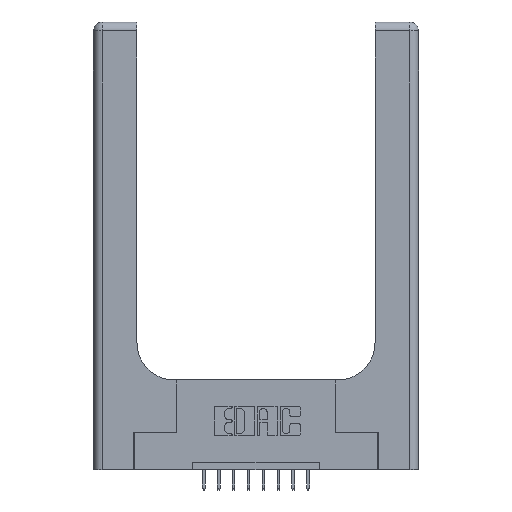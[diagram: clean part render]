
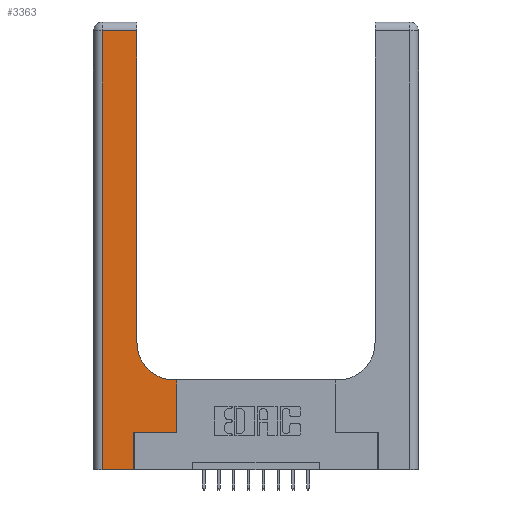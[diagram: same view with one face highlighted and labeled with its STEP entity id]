
A CAD part, top view. The second image highlights one B-rep face of the part: STEP entity #3363.
In plain terms, the highlighted planar face has unit normal (0, 0, 1).
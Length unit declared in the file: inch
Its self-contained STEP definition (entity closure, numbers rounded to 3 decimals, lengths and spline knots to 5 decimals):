
#229 = CARTESIAN_POINT ( 'NONE',  ( 0.5415, 0.6, 0.37 ) ) ;
#305 = EDGE_CURVE ( 'NONE', #8190, #13496, #9381, .T. ) ;
#397 = CARTESIAN_POINT ( 'NONE',  ( 0.2915, 3., 0.37 ) ) ;
#476 = EDGE_CURVE ( 'NONE', #13496, #513, #7383, .T. ) ;
#513 = VERTEX_POINT ( 'NONE', #229 ) ;
#1104 = EDGE_CURVE ( 'NONE', #3192, #7002, #15485, .T. ) ;
#1317 = FACE_OUTER_BOUND ( 'NONE', #11348, .T. ) ;
#1556 = ORIENTED_EDGE ( 'NONE', *, *, #9798, .T. ) ;
#2380 = DIRECTION ( 'NONE',  ( -1., 0., 0. ) ) ;
#2612 = CARTESIAN_POINT ( 'NONE',  ( 0.269, 0., 0.37 ) ) ;
#2760 = CARTESIAN_POINT ( 'NONE',  ( 0.5415, 0.85, 0.37 ) ) ;
#2905 = VERTEX_POINT ( 'NONE', #3291 ) ;
#3070 = VECTOR ( 'NONE', #15102, 39.37008 ) ;
#3192 = VERTEX_POINT ( 'NONE', #2612 ) ;
#3291 = CARTESIAN_POINT ( 'NONE',  ( 0.2915, 0.85, 0.37 ) ) ;
#3363 = ADVANCED_FACE ( 'NONE', ( #1317 ), #12243, .F. ) ;
#3391 = DIRECTION ( 'NONE',  ( 0., -1., 0. ) ) ;
#3791 = DIRECTION ( 'NONE',  ( -1., 0., 0. ) ) ;
#3821 = CARTESIAN_POINT ( 'NONE',  ( 0.269, 0.25, 0.37 ) ) ;
#3980 = CARTESIAN_POINT ( 'NONE',  ( 0.5585, 0.25, 0.37 ) ) ;
#4153 = CARTESIAN_POINT ( 'NONE',  ( 0.5585, 0.6, 0.37 ) ) ;
#4342 = CARTESIAN_POINT ( 'NONE',  ( 0., 2.94, 0.37 ) ) ;
#4606 = CARTESIAN_POINT ( 'NONE',  ( 0.06, 3., 0.37 ) ) ;
#4679 = CARTESIAN_POINT ( 'NONE',  ( 0.269, 0., 0.37 ) ) ;
#4747 = AXIS2_PLACEMENT_3D ( 'NONE', #2760, #6363, #8922 ) ;
#5478 = DIRECTION ( 'NONE',  ( 0., 1., 0. ) ) ;
#5498 = VERTEX_POINT ( 'NONE', #8628 ) ;
#6021 = CARTESIAN_POINT ( 'NONE',  ( 0.2915, 2.94, 0.37 ) ) ;
#6092 = VECTOR ( 'NONE', #10747, 39.37008 ) ;
#6363 = DIRECTION ( 'NONE',  ( 0., 0., -1. ) ) ;
#6574 = ORIENTED_EDGE ( 'NONE', *, *, #305, .T. ) ;
#6674 = CARTESIAN_POINT ( 'NONE',  ( 0.269, 0.25, 0.37 ) ) ;
#6889 = ORIENTED_EDGE ( 'NONE', *, *, #476, .T. ) ;
#7002 = VERTEX_POINT ( 'NONE', #3821 ) ;
#7080 = VECTOR ( 'NONE', #3391, 39.37008 ) ;
#7158 = AXIS2_PLACEMENT_3D ( 'NONE', #9991, #7274, #2380 ) ;
#7191 = CARTESIAN_POINT ( 'NONE',  ( 0., 0., 0.37 ) ) ;
#7205 = EDGE_CURVE ( 'NONE', #7002, #8190, #8020, .T. ) ;
#7274 = DIRECTION ( 'NONE',  ( 0., 0., -1. ) ) ;
#7383 = LINE ( 'NONE', #13405, #8635 ) ;
#7407 = EDGE_CURVE ( 'NONE', #5498, #12474, #10674, .T. ) ;
#7836 = CIRCLE ( 'NONE', #4747, 0.25 ) ;
#7840 = CARTESIAN_POINT ( 'NONE',  ( 0.06, 0., 0.37 ) ) ;
#7856 = DIRECTION ( 'NONE',  ( -1., 0., 0. ) ) ;
#8020 = LINE ( 'NONE', #6674, #3070 ) ;
#8190 = VERTEX_POINT ( 'NONE', #3980 ) ;
#8301 = DIRECTION ( 'NONE',  ( 1., 0., 0. ) ) ;
#8552 = ORIENTED_EDGE ( 'NONE', *, *, #10849, .T. ) ;
#8628 = CARTESIAN_POINT ( 'NONE',  ( 0.06, 2.94, 0.37 ) ) ;
#8635 = VECTOR ( 'NONE', #3791, 39.37008 ) ;
#8706 = EDGE_CURVE ( 'NONE', #2905, #12185, #10185, .T. ) ;
#8922 = DIRECTION ( 'NONE',  ( 1., 0., 0. ) ) ;
#9095 = VECTOR ( 'NONE', #7856, 39.37008 ) ;
#9381 = LINE ( 'NONE', #14358, #6092 ) ;
#9547 = DIRECTION ( 'NONE',  ( 0., 1., 0. ) ) ;
#9798 = EDGE_CURVE ( 'NONE', #12474, #3192, #11923, .T. ) ;
#9991 = CARTESIAN_POINT ( 'NONE',  ( 0., 3., 0.37 ) ) ;
#10185 = LINE ( 'NONE', #397, #12383 ) ;
#10674 = LINE ( 'NONE', #4606, #7080 ) ;
#10747 = DIRECTION ( 'NONE',  ( 0., 1., 0. ) ) ;
#10849 = EDGE_CURVE ( 'NONE', #12185, #5498, #11540, .T. ) ;
#10891 = ORIENTED_EDGE ( 'NONE', *, *, #7205, .T. ) ;
#11348 = EDGE_LOOP ( 'NONE', ( #13711, #8552, #12400, #1556, #12640, #10891, #6574, #6889, #12637 ) ) ;
#11448 = EDGE_CURVE ( 'NONE', #513, #2905, #7836, .T. ) ;
#11540 = LINE ( 'NONE', #4342, #9095 ) ;
#11923 = LINE ( 'NONE', #7191, #15751 ) ;
#12185 = VERTEX_POINT ( 'NONE', #6021 ) ;
#12243 = PLANE ( 'NONE',  #7158 ) ;
#12383 = VECTOR ( 'NONE', #5478, 39.37008 ) ;
#12400 = ORIENTED_EDGE ( 'NONE', *, *, #7407, .T. ) ;
#12474 = VERTEX_POINT ( 'NONE', #7840 ) ;
#12637 = ORIENTED_EDGE ( 'NONE', *, *, #11448, .T. ) ;
#12640 = ORIENTED_EDGE ( 'NONE', *, *, #1104, .T. ) ;
#13405 = CARTESIAN_POINT ( 'NONE',  ( 0.2915, 0.6, 0.37 ) ) ;
#13496 = VERTEX_POINT ( 'NONE', #4153 ) ;
#13711 = ORIENTED_EDGE ( 'NONE', *, *, #8706, .T. ) ;
#14358 = CARTESIAN_POINT ( 'NONE',  ( 0.5585, 0.25, 0.37 ) ) ;
#15102 = DIRECTION ( 'NONE',  ( 1., 0., 0. ) ) ;
#15485 = LINE ( 'NONE', #4679, #15555 ) ;
#15555 = VECTOR ( 'NONE', #9547, 39.37008 ) ;
#15751 = VECTOR ( 'NONE', #8301, 39.37008 ) ;
